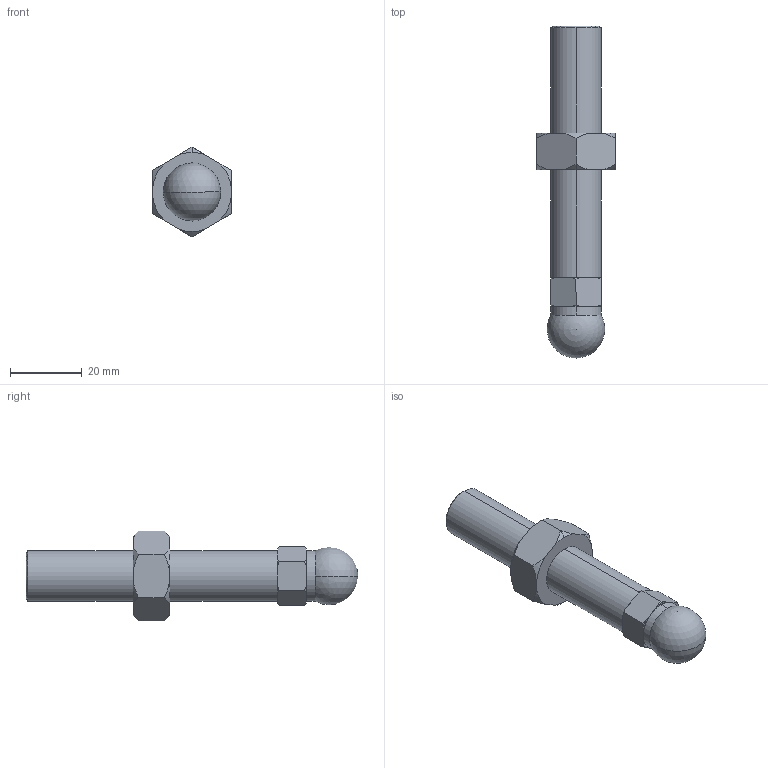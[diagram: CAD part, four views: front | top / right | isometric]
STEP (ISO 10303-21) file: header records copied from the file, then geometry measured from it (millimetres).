
FILE_DESCRIPTION (( 'STEP AP214' ), '1' );
FILE_NAME ('T22 Ñòåðæåíü îïîðû ðåãóëèðóåìîé Ì14õ70.STEP', '2019-06-25T08:55:33', ( 'Windows User' ), ( '' ), 'SwSTEP 2.0', 'SolidWorks 2018', '' );
FILE_SCHEMA (( 'AUTOMOTIVE_DESIGN' ));
Length unit declared in the file: millimetre
Products named in the file (1): T22 Ñòåðæåíü îïîðû ðåãóëèðóåìîé Ì14õ70
Bounding box: 21.9 x 92.38 x 25 mm (x, y, z)
Volume: 16843.7 mm3; surface area: 5135.2 mm2
Topology: 1 solids, 3 shells, 80 faces, 201 edges, 124 vertices
Faces by surface type: cone 36, plane 36, cylinder 6, sphere 2
Entity records: 2506 total; most frequent: CARTESIAN_POINT 602, ORIENTED_EDGE 384, DIRECTION 378, EDGE_CURVE 192, AXIS2_PLACEMENT_3D 153, VERTEX_POINT 121, EDGE_LOOP 83, FACE_OUTER_BOUND 80
